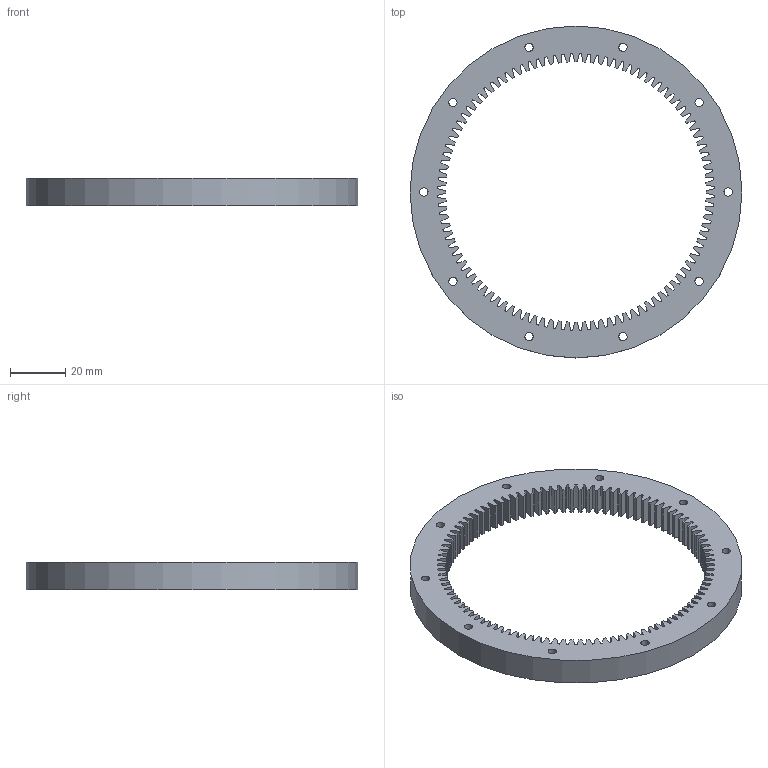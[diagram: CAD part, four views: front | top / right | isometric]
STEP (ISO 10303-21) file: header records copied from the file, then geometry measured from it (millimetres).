
FILE_DESCRIPTION(/* description */ ('STEP AP242','CAx-IF Rec.Pracs.---Representation and Presentation of Product Manufacturing Information (PMI)---4.0---2014-10-13','CAx-IF Rec.Pracs.---3D Tessellated Geometry---0.4---2014-09-14','2;1'),/* implementation_level */ '2;1');
FILE_NAME(/* name */ '6799acf373c89d0ddf8a1a19',/* time_stamp */ '2025-01-29T04:22:11Z',/* author */ (''),/* organization */ (''),/* preprocessor_version */ 'ST-DEVELOPER v20',/* originating_system */ 'ONSHAPE BY PTC INC, 1.192',/* authorisation */ ' ');
FILE_SCHEMA (('AP242_MANAGED_MODEL_BASED_3D_ENGINEERING_MIM_LF { 1 0 10303 442 1 1 4 }'));
Length unit declared in the file: metre
Products named in the file (1): Ring
Bounding box: 120 x 120 x 10 mm (x, y, z)
Volume: 38252.4 mm3; surface area: 20484.2 mm2
Topology: 1 solids, 1 shells, 433 faces, 1272 edges, 851 vertices
Faces by surface type: plane 312, cylinder 121
Full cylindrical faces by diameter (mm): 3 x10, 5.8 x10, 120 x1
Entity records: 14220 total; most frequent: CARTESIAN_POINT 2518, ORIENTED_EDGE 2484, DIRECTION 2352, EDGE_CURVE 1242, LINE 1000, VECTOR 1000, VERTEX_POINT 842, AXIS2_PLACEMENT_3D 676
